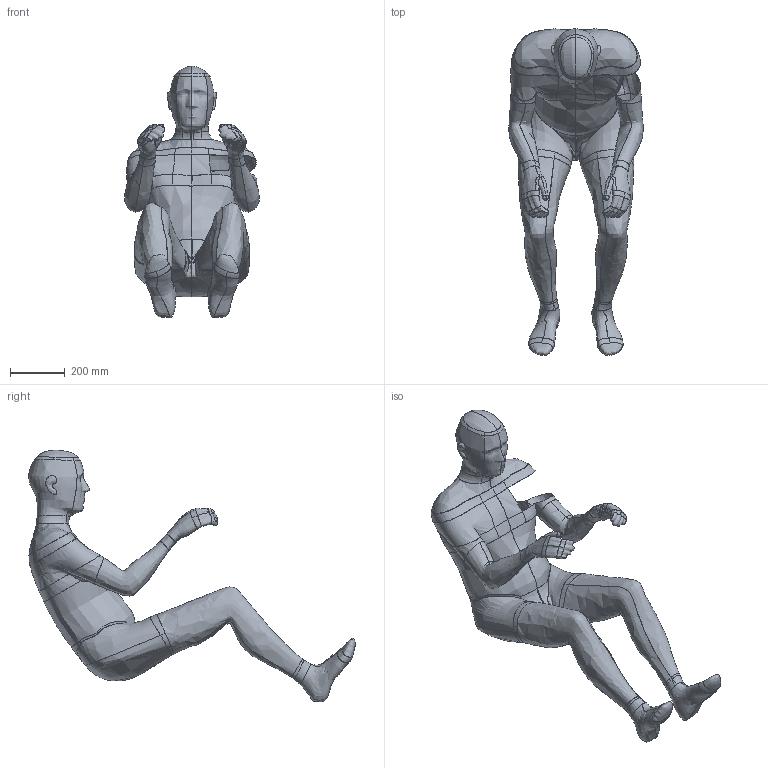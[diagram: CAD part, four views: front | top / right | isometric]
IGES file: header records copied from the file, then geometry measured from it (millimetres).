
Start section: Data from XPlus IGES,  Spatial Corp. Copyright (c) 1989-2001 .
Global section: file name: MBPInternal:Users:mreed:Projects:Reference:Anthro:AMVO:midmale shell_generic.igs; native system:  By Spatial Corp.; preprocessor: XPlus ACIS/IGES 3.0; author: Biosciences; organization: UMTRI; date: 20080325.124128; units: millimetre
Bounding box: 490.56 x 1190.54 x 917.11 mm (x, y, z)
Surface area: 1843166.6 mm2 (no closed solid volume)
Topology: 0 solids, 0 shells, 123 faces, 1973 edges, 1976 vertices
Faces by surface type: bspline 123
